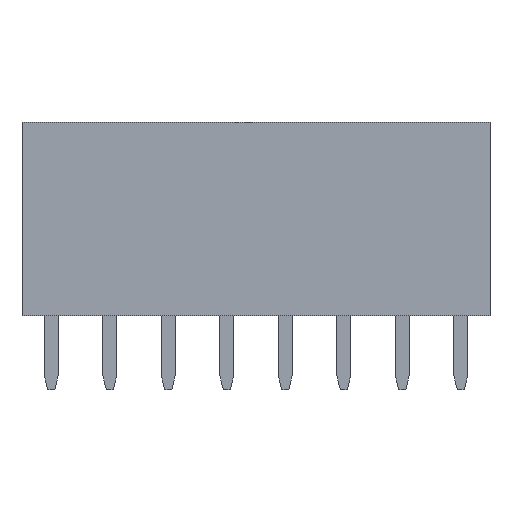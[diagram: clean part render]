
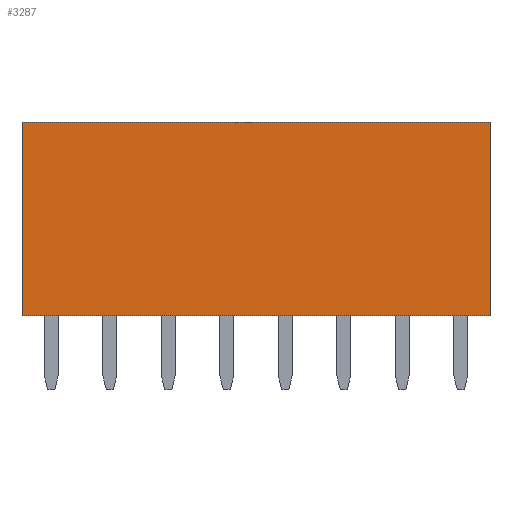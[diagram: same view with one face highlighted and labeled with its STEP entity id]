
A CAD part, left-side view. The second image highlights one B-rep face of the part: STEP entity #3287.
In plain terms, the highlighted planar face has unit normal (-1, 0, 0).
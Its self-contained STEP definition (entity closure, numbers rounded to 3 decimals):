
#379 = VERTEX_POINT('',#380);
#380 = CARTESIAN_POINT('',(-1.27,-19.05,8.41));
#386 = EDGE_CURVE('',#387,#379,#389,.T.);
#387 = VERTEX_POINT('',#388);
#388 = CARTESIAN_POINT('',(-1.27,-19.05,0.01));
#389 = LINE('',#390,#391);
#390 = CARTESIAN_POINT('',(-1.27,-19.05,0.01));
#391 = VECTOR('',#392,1.);
#392 = DIRECTION('',(0.,0.,1.));
#2848 = EDGE_CURVE('',#379,#2849,#2851,.T.);
#2849 = VERTEX_POINT('',#2850);
#2850 = CARTESIAN_POINT('',(-1.27,1.27,8.41));
#2851 = LINE('',#2852,#2853);
#2852 = CARTESIAN_POINT('',(-1.27,-19.05,8.41));
#2853 = VECTOR('',#2854,1.);
#2854 = DIRECTION('',(0.,1.,0.));
#3216 = EDGE_CURVE('',#3217,#387,#3219,.T.);
#3217 = VERTEX_POINT('',#3218);
#3218 = CARTESIAN_POINT('',(-1.27,1.27,0.01));
#3219 = LINE('',#3220,#3221);
#3220 = CARTESIAN_POINT('',(-1.27,1.27,0.01));
#3221 = VECTOR('',#3222,1.);
#3222 = DIRECTION('',(0.,-1.,0.));
#3287 = ADVANCED_FACE('',(#3288),#3299,.T.);
#3288 = FACE_BOUND('',#3289,.T.);
#3289 = EDGE_LOOP('',(#3290,#3291,#3297,#3298));
#3290 = ORIENTED_EDGE('',*,*,#2848,.T.);
#3291 = ORIENTED_EDGE('',*,*,#3292,.F.);
#3292 = EDGE_CURVE('',#3217,#2849,#3293,.T.);
#3293 = LINE('',#3294,#3295);
#3294 = CARTESIAN_POINT('',(-1.27,1.27,0.01));
#3295 = VECTOR('',#3296,1.);
#3296 = DIRECTION('',(0.,0.,1.));
#3297 = ORIENTED_EDGE('',*,*,#3216,.T.);
#3298 = ORIENTED_EDGE('',*,*,#386,.T.);
#3299 = PLANE('',#3300);
#3300 = AXIS2_PLACEMENT_3D('',#3301,#3302,#3303);
#3301 = CARTESIAN_POINT('',(-1.27,-1.27,0.01));
#3302 = DIRECTION('',(-1.,0.,0.));
#3303 = DIRECTION('',(0.,-1.,0.));
